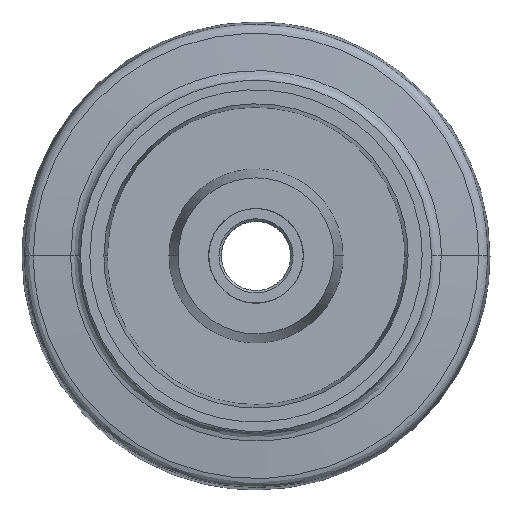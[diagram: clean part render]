
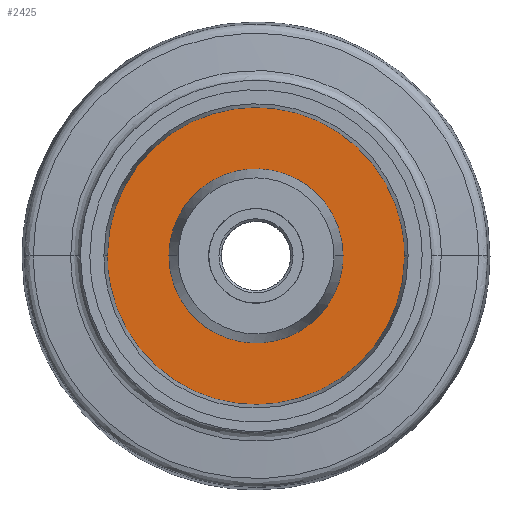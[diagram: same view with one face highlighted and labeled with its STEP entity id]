
A CAD part, top view. The second image highlights one B-rep face of the part: STEP entity #2425.
In plain terms, the highlighted free-form (B-spline) face has degree [1, 1] with [2, 2] control points.
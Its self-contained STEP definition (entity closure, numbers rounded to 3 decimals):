
#1990 = VERTEX_POINT('',#1991);
#1991 = CARTESIAN_POINT('',(20.851,0.,
    7.008));
#1996 = EDGE_CURVE('',#1990,#1997,#1999,.T.);
#1997 = VERTEX_POINT('',#1998);
#1998 = CARTESIAN_POINT('',(-20.851,0.,7.008));
#1999 = ( BOUNDED_CURVE() B_SPLINE_CURVE(2,(#2000,#2001,#2002,#2003,
#2004),.UNSPECIFIED.,.F.,.F.) B_SPLINE_CURVE_WITH_KNOTS((3,2,3),(
    3.142,4.712,6.283),
.PIECEWISE_BEZIER_KNOTS.) CURVE() GEOMETRIC_REPRESENTATION_ITEM() 
RATIONAL_B_SPLINE_CURVE((1.,0.707,1.,0.707,1.)) 
REPRESENTATION_ITEM('') );
#2000 = CARTESIAN_POINT('',(20.851,0.,
    7.008));
#2001 = CARTESIAN_POINT('',(20.851,20.851,
    7.008));
#2002 = CARTESIAN_POINT('',(0.,20.851,
    7.008));
#2003 = CARTESIAN_POINT('',(-20.851,20.851,
    7.008));
#2004 = CARTESIAN_POINT('',(-20.851,0.,
    7.008));
#2074 = VERTEX_POINT('',#2075);
#2075 = CARTESIAN_POINT('',(35.625,0.,7.008));
#2093 = VERTEX_POINT('',#2094);
#2094 = CARTESIAN_POINT('',(-35.625,0.,
    7.008));
#2099 = EDGE_CURVE('',#2074,#2093,#2100,.T.);
#2100 = ( BOUNDED_CURVE() B_SPLINE_CURVE(2,(#2101,#2102,#2103,#2104,
#2105),.UNSPECIFIED.,.F.,.F.) B_SPLINE_CURVE_WITH_KNOTS((3,2,3),(0.,
1.571,3.142),.PIECEWISE_BEZIER_KNOTS.) CURVE() 
GEOMETRIC_REPRESENTATION_ITEM() RATIONAL_B_SPLINE_CURVE((1.,
0.707,1.,0.707,1.)) REPRESENTATION_ITEM('') );
#2101 = CARTESIAN_POINT('',(35.625,0.,7.008));
#2102 = CARTESIAN_POINT('',(35.625,-35.625,
    7.008));
#2103 = CARTESIAN_POINT('',(0.,-35.625,
    7.008));
#2104 = CARTESIAN_POINT('',(-35.625,-35.625,
    7.008));
#2105 = CARTESIAN_POINT('',(-35.625,0.,
    7.008));
#2382 = EDGE_CURVE('',#1997,#1990,#2383,.T.);
#2383 = ( BOUNDED_CURVE() B_SPLINE_CURVE(2,(#2384,#2385,#2386,#2387,
#2388),.UNSPECIFIED.,.F.,.F.) B_SPLINE_CURVE_WITH_KNOTS((3,2,3),(0.,
1.571,3.142),.PIECEWISE_BEZIER_KNOTS.) CURVE() 
GEOMETRIC_REPRESENTATION_ITEM() RATIONAL_B_SPLINE_CURVE((1.,
0.707,1.,0.707,1.)) REPRESENTATION_ITEM('') );
#2384 = CARTESIAN_POINT('',(-20.851,0.,7.008));
#2385 = CARTESIAN_POINT('',(-20.851,-20.851,
    7.008));
#2386 = CARTESIAN_POINT('',(0.,-20.851,
    7.008));
#2387 = CARTESIAN_POINT('',(20.851,-20.851,
    7.008));
#2388 = CARTESIAN_POINT('',(20.851,0.,
    7.008));
#2425 = ADVANCED_FACE('',(#2426,#2430),#2441,.F.);
#2426 = FACE_BOUND('',#2427,.T.);
#2427 = EDGE_LOOP('',(#2428,#2429));
#2428 = ORIENTED_EDGE('',*,*,#2382,.F.);
#2429 = ORIENTED_EDGE('',*,*,#1996,.F.);
#2430 = FACE_BOUND('',#2431,.T.);
#2431 = EDGE_LOOP('',(#2432,#2433));
#2432 = ORIENTED_EDGE('',*,*,#2099,.F.);
#2433 = ORIENTED_EDGE('',*,*,#2434,.F.);
#2434 = EDGE_CURVE('',#2093,#2074,#2435,.T.);
#2435 = ( BOUNDED_CURVE() B_SPLINE_CURVE(2,(#2436,#2437,#2438,#2439,
#2440),.UNSPECIFIED.,.F.,.F.) B_SPLINE_CURVE_WITH_KNOTS((3,2,3),(
    3.142,4.712,6.283),
.PIECEWISE_BEZIER_KNOTS.) CURVE() GEOMETRIC_REPRESENTATION_ITEM() 
RATIONAL_B_SPLINE_CURVE((1.,0.707,1.,0.707,1.)) 
REPRESENTATION_ITEM('') );
#2436 = CARTESIAN_POINT('',(-35.625,0.,
    7.008));
#2437 = CARTESIAN_POINT('',(-35.625,35.625,
    7.008));
#2438 = CARTESIAN_POINT('',(0.,35.625,
    7.008));
#2439 = CARTESIAN_POINT('',(35.625,35.625,
    7.008));
#2440 = CARTESIAN_POINT('',(35.625,0.,
    7.008));
#2441 = B_SPLINE_SURFACE_WITH_KNOTS('',1,1,(
    (#2442,#2443)
    ,(#2444,#2445
    )),.UNSPECIFIED.,.F.,.F.,.F.,(2,2),(2,2),(-24.209,
    24.209),(-38.379,10.04),
  .PIECEWISE_BEZIER_KNOTS.);
#2442 = CARTESIAN_POINT('',(35.625,-35.625,
    7.008));
#2443 = CARTESIAN_POINT('',(35.625,35.625,
    7.008));
#2444 = CARTESIAN_POINT('',(-35.625,-35.625,
    7.008));
#2445 = CARTESIAN_POINT('',(-35.625,35.625,
    7.008));
